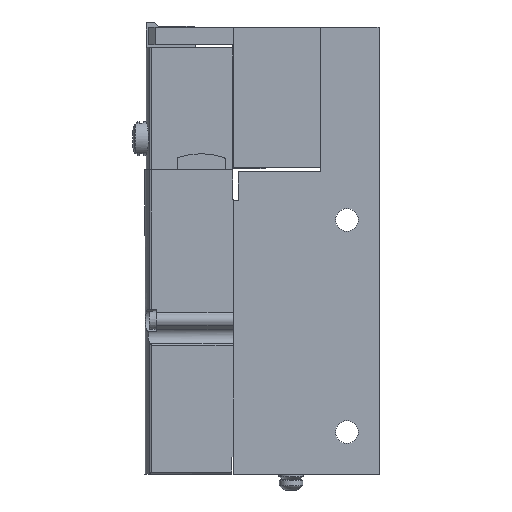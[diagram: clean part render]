
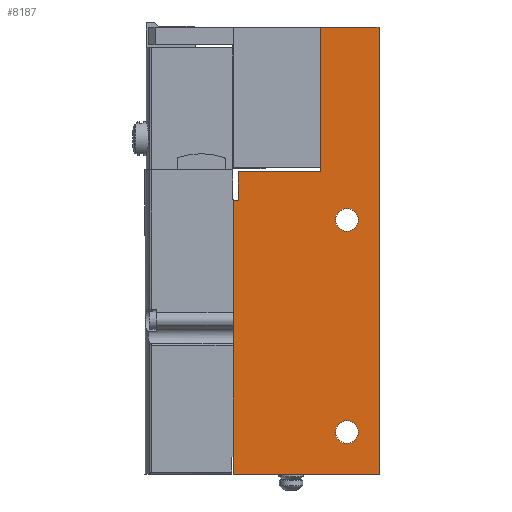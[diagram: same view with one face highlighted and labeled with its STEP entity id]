
A CAD part, left-side view. The second image highlights one B-rep face of the part: STEP entity #8187.
In plain terms, the highlighted planar face has unit normal (-1, 0, 0).
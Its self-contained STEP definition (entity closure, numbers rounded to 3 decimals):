
#359=LINE('',#12349,#1067);
#362=LINE('',#12355,#1070);
#365=LINE('',#12365,#1073);
#370=LINE('',#12377,#1078);
#372=LINE('',#12387,#1080);
#377=LINE('',#12397,#1085);
#381=LINE('',#12405,#1089);
#384=LINE('',#12413,#1092);
#1067=VECTOR('',#9768,1000.);
#1070=VECTOR('',#9773,1000.);
#1073=VECTOR('',#9782,1000.);
#1078=VECTOR('',#9791,1000.);
#1080=VECTOR('',#9801,1000.);
#1085=VECTOR('',#9808,1000.);
#1089=VECTOR('',#9814,1000.);
#1092=VECTOR('',#9821,1000.);
#1821=ORIENTED_EDGE('',*,*,#4097,.T.);
#1822=ORIENTED_EDGE('',*,*,#4098,.T.);
#1823=ORIENTED_EDGE('',*,*,#4062,.F.);
#1824=ORIENTED_EDGE('',*,*,#4094,.F.);
#1825=ORIENTED_EDGE('',*,*,#4090,.F.);
#1826=ORIENTED_EDGE('',*,*,#4086,.F.);
#1827=ORIENTED_EDGE('',*,*,#4081,.F.);
#1828=ORIENTED_EDGE('',*,*,#4076,.F.);
#1829=ORIENTED_EDGE('',*,*,#4070,.F.);
#1830=ORIENTED_EDGE('',*,*,#4065,.F.);
#4062=EDGE_CURVE('',#5204,#5205,#359,.T.);
#4065=EDGE_CURVE('',#5205,#5207,#362,.T.);
#4070=EDGE_CURVE('',#5207,#5211,#365,.T.);
#4076=EDGE_CURVE('',#5211,#5216,#370,.T.);
#4081=EDGE_CURVE('',#5216,#5220,#372,.T.);
#4086=EDGE_CURVE('',#5220,#5224,#377,.T.);
#4090=EDGE_CURVE('',#5224,#5227,#381,.T.);
#4094=EDGE_CURVE('',#5227,#5204,#384,.T.);
#4097=EDGE_CURVE('',#5231,#5231,#6018,.T.);
#4098=EDGE_CURVE('',#5232,#5232,#6019,.T.);
#5204=VERTEX_POINT('',#12348);
#5205=VERTEX_POINT('',#12350);
#5207=VERTEX_POINT('',#12356);
#5211=VERTEX_POINT('',#12366);
#5216=VERTEX_POINT('',#12378);
#5220=VERTEX_POINT('',#12388);
#5224=VERTEX_POINT('',#12398);
#5227=VERTEX_POINT('',#12406);
#5231=VERTEX_POINT('',#12419);
#5232=VERTEX_POINT('',#12421);
#6018=CIRCLE('',#8840,2.75);
#6019=CIRCLE('',#8841,2.75);
#6405=EDGE_LOOP('',(#1821));
#6406=EDGE_LOOP('',(#1822));
#6407=EDGE_LOOP('',(#1823,#1824,#1825,#1826,#1827,#1828,#1829,#1830));
#7136=FACE_BOUND('',#6405,.T.);
#7137=FACE_BOUND('',#6406,.T.);
#7138=FACE_BOUND('',#6407,.T.);
#7867=PLANE('',#8839);
#8187=ADVANCED_FACE('',(#7136,#7137,#7138),#7867,.F.);
#8839=AXIS2_PLACEMENT_3D('',#12417,#9824,#9825);
#8840=AXIS2_PLACEMENT_3D('',#12418,#9826,#9827);
#8841=AXIS2_PLACEMENT_3D('',#12420,#9828,#9829);
#9768=DIRECTION('',(0.,0.,1.));
#9773=DIRECTION('',(0.,-1.,0.));
#9782=DIRECTION('',(0.,0.,-1.));
#9791=DIRECTION('',(0.,1.,0.));
#9801=DIRECTION('',(0.,0.,1.));
#9808=DIRECTION('',(0.,-1.,0.));
#9814=DIRECTION('',(0.,0.,1.));
#9821=DIRECTION('',(0.,-1.,0.));
#9824=DIRECTION('',(1.,0.,0.));
#9825=DIRECTION('',(0.,0.,-1.));
#9826=DIRECTION('',(1.,0.,0.));
#9827=DIRECTION('',(0.,0.,-1.));
#9828=DIRECTION('',(1.,0.,0.));
#9829=DIRECTION('',(0.,0.,-1.));
#12348=CARTESIAN_POINT('',(-24.4,14.05,36.7));
#12349=CARTESIAN_POINT('',(-24.4,14.05,36.7));
#12350=CARTESIAN_POINT('',(-24.4,14.05,71.4));
#12355=CARTESIAN_POINT('',(-24.4,14.05,71.4));
#12356=CARTESIAN_POINT('',(-24.4,0.,71.4));
#12365=CARTESIAN_POINT('',(-24.4,0.,71.4));
#12366=CARTESIAN_POINT('',(-24.4,0.,-35.9));
#12377=CARTESIAN_POINT('',(-24.4,0.,-35.9));
#12378=CARTESIAN_POINT('',(-24.4,35.,-35.9));
#12387=CARTESIAN_POINT('',(-24.4,35.,-35.9));
#12388=CARTESIAN_POINT('',(-24.4,35.,29.75));
#12397=CARTESIAN_POINT('',(-24.4,35.,29.75));
#12398=CARTESIAN_POINT('',(-24.4,33.75,29.75));
#12405=CARTESIAN_POINT('',(-24.4,33.75,29.75));
#12406=CARTESIAN_POINT('',(-24.4,33.75,36.7));
#12413=CARTESIAN_POINT('',(-24.4,33.75,36.7));
#12417=CARTESIAN_POINT('',(-24.4,0.,0.));
#12418=CARTESIAN_POINT('',(-24.4,7.7,25.1));
#12419=CARTESIAN_POINT('',(-24.4,7.7,22.35));
#12420=CARTESIAN_POINT('',(-24.4,7.7,-25.8));
#12421=CARTESIAN_POINT('',(-24.4,7.7,-28.55));
